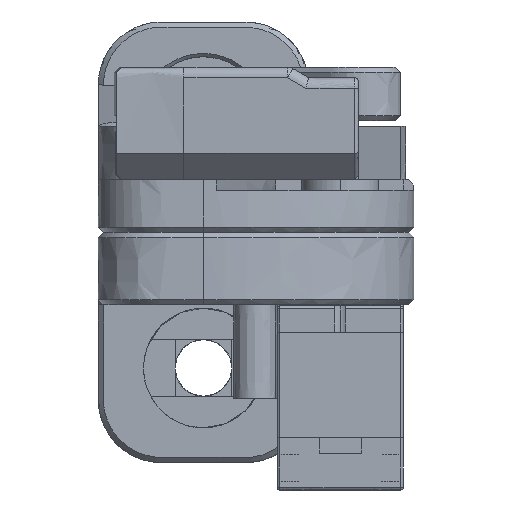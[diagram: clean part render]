
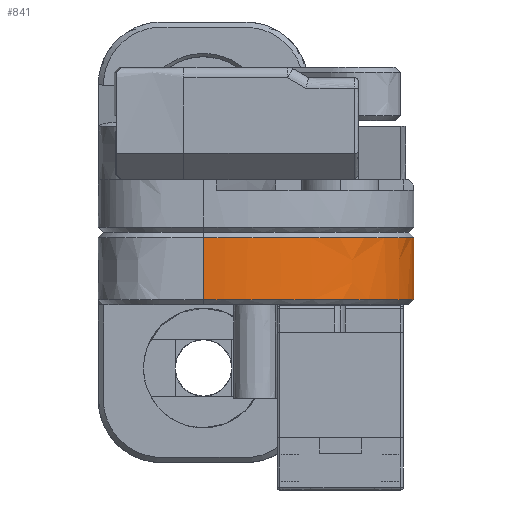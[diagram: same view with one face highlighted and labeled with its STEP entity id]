
A CAD part, left-side view. The second image highlights one B-rep face of the part: STEP entity #841.
In plain terms, the highlighted free-form (B-spline) face has degree [3, 2] with [4, 9] control points.
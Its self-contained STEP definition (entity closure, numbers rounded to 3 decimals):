
#841=ADVANCED_FACE('',(#1679),#13138,.T.);
#1679=FACE_OUTER_BOUND('',#2588,.T.);
#2588=EDGE_LOOP('',(#6237,#6238,#6239,#6240,#6241,#6242));
#6237=ORIENTED_EDGE('',*,*,#8880,.T.);
#6238=ORIENTED_EDGE('',*,*,#8853,.T.);
#6239=ORIENTED_EDGE('',*,*,#8857,.F.);
#6240=ORIENTED_EDGE('',*,*,#8849,.T.);
#6241=ORIENTED_EDGE('',*,*,#8848,.F.);
#6242=ORIENTED_EDGE('',*,*,#8847,.F.);
#8847=EDGE_CURVE('',#12571,#12574,#9774,.T.);
#8848=EDGE_CURVE('',#12574,#12565,#9775,.T.);
#8849=EDGE_CURVE('',#12572,#12565,#9776,.T.);
#8853=EDGE_CURVE('',#12579,#12573,#11194,.T.);
#8857=EDGE_CURVE('',#12572,#12573,#11198,.T.);
#8880=EDGE_CURVE('',#12571,#12579,#11215,.T.);
#9774=(
BOUNDED_CURVE()
B_SPLINE_CURVE(2,(#40043,#40044,#40045,#40046,#40047,#40048,#40049,#40050,
#40051),.UNSPECIFIED.,.F.,.F.)
B_SPLINE_CURVE_WITH_KNOTS((3,2,2,2,3),(0.,3.916,
19.248,47.15,73.319),.UNSPECIFIED.)
CURVE()
GEOMETRIC_REPRESENTATION_ITEM()
RATIONAL_B_SPLINE_CURVE((1.,1.,1.,0.707,1.,1.,1.,0.707,
1.))
REPRESENTATION_ITEM('')
);
#9775=(
BOUNDED_CURVE()
B_SPLINE_CURVE(3,(#40052,#40053,#40054,#40055),.UNSPECIFIED.,.F.,.F.)
B_SPLINE_CURVE_WITH_KNOTS((4,4),(0.5,6.4),
 .UNSPECIFIED.)
CURVE()
GEOMETRIC_REPRESENTATION_ITEM()
RATIONAL_B_SPLINE_CURVE((1.,1.,1.,1.))
REPRESENTATION_ITEM('')
);
#9776=(
BOUNDED_CURVE()
B_SPLINE_CURVE(2,(#40056,#40057,#40058,#40059,#40060,#40061,#40062,#40063,
#40064),.UNSPECIFIED.,.F.,.F.)
B_SPLINE_CURVE_WITH_KNOTS((3,2,2,2,3),(0.492,23.603,
39.003,67.032,93.319),.UNSPECIFIED.)
CURVE()
GEOMETRIC_REPRESENTATION_ITEM()
RATIONAL_B_SPLINE_CURVE((1.,1.,1.,0.707,1.,1.,1.,0.707,
1.))
REPRESENTATION_ITEM('')
);
#11194=B_SPLINE_CURVE_WITH_KNOTS('',1,(#40079,#40080),.UNSPECIFIED.,.F.,
 .F.,(2,2),(6.6,25.6),.UNSPECIFIED.);
#11198=B_SPLINE_CURVE_WITH_KNOTS('',1,(#40087,#40088),.UNSPECIFIED.,.F.,
 .F.,(2,2),(0.,6.4),.UNSPECIFIED.);
#11215=B_SPLINE_CURVE_WITH_KNOTS('',3,(#40286,#40287,#40288,#40289),
 .UNSPECIFIED.,.F.,.F.,(4,4),(-0.707,0.),.UNSPECIFIED.);
#12565=VERTEX_POINT('',#39768);
#12571=VERTEX_POINT('',#39774);
#12572=VERTEX_POINT('',#39775);
#12573=VERTEX_POINT('',#39776);
#12574=VERTEX_POINT('',#39777);
#12579=VERTEX_POINT('',#39782);
#13138=(
BOUNDED_SURFACE()
B_SPLINE_SURFACE(3,2,((#39095,#39096,#39097,#39098,#39099,#39100,#39101,
#39102,#39103),(#39104,#39105,#39106,#39107,#39108,#39109,#39110,#39111,
#39112),(#39113,#39114,#39115,#39116,#39117,#39118,#39119,#39120,#39121),
(#39122,#39123,#39124,#39125,#39126,#39127,#39128,#39129,#39130)),
 .UNSPECIFIED.,.F.,.F.,.F.)
B_SPLINE_SURFACE_WITH_KNOTS((4,4),(3,2,2,2,3),(0.,6.9),(62.917,
86.917,102.576,131.076,157.805),
 .UNSPECIFIED.)
GEOMETRIC_REPRESENTATION_ITEM()
RATIONAL_B_SPLINE_SURFACE(((1.,1.,1.,0.707,1.,1.,1.,0.707,
1.),(1.,1.,1.,0.707,1.,1.,1.,0.707,1.),(1.,1.,1.,
0.707,1.,1.,1.,0.707,1.),(1.,1.,1.,0.707,
1.,1.,1.,0.707,1.)))
REPRESENTATION_ITEM('')
SURFACE()
);
#39095=CARTESIAN_POINT('',(100.,20.,0.));
#39096=CARTESIAN_POINT('',(100.,8.,0.));
#39097=CARTESIAN_POINT('',(100.,-4.,0.));
#39098=CARTESIAN_POINT('',(100.,-10.,0.));
#39099=CARTESIAN_POINT('',(86.75,-10.,0.));
#39100=CARTESIAN_POINT('',(72.5,-10.,0.));
#39101=CARTESIAN_POINT('',(58.25,-10.,0.));
#39102=CARTESIAN_POINT('',(44.508,-10.,0.));
#39103=CARTESIAN_POINT('',(44.508,10.001,0.));
#39104=CARTESIAN_POINT('',(100.,20.,2.3));
#39105=CARTESIAN_POINT('',(100.,8.,2.3));
#39106=CARTESIAN_POINT('',(100.,-4.,2.3));
#39107=CARTESIAN_POINT('',(100.,-10.,2.3));
#39108=CARTESIAN_POINT('',(86.75,-10.,2.3));
#39109=CARTESIAN_POINT('',(72.5,-10.,2.3));
#39110=CARTESIAN_POINT('',(58.25,-10.,2.3));
#39111=CARTESIAN_POINT('',(44.508,-10.,2.3));
#39112=CARTESIAN_POINT('',(44.508,10.001,2.3));
#39113=CARTESIAN_POINT('',(100.,20.,4.6));
#39114=CARTESIAN_POINT('',(100.,8.,4.6));
#39115=CARTESIAN_POINT('',(100.,-4.,4.6));
#39116=CARTESIAN_POINT('',(100.,-10.,4.6));
#39117=CARTESIAN_POINT('',(86.75,-10.,4.6));
#39118=CARTESIAN_POINT('',(72.5,-10.,4.6));
#39119=CARTESIAN_POINT('',(58.25,-10.,4.6));
#39120=CARTESIAN_POINT('',(44.508,-10.,4.6));
#39121=CARTESIAN_POINT('',(44.508,10.001,4.6));
#39122=CARTESIAN_POINT('',(100.,20.,6.9));
#39123=CARTESIAN_POINT('',(100.,8.,6.9));
#39124=CARTESIAN_POINT('',(100.,-4.,6.9));
#39125=CARTESIAN_POINT('',(100.,-10.,6.9));
#39126=CARTESIAN_POINT('',(86.75,-10.,6.9));
#39127=CARTESIAN_POINT('',(72.5,-10.,6.9));
#39128=CARTESIAN_POINT('',(58.25,-10.,6.9));
#39129=CARTESIAN_POINT('',(44.508,-10.,6.9));
#39130=CARTESIAN_POINT('',(44.508,10.001,6.9));
#39768=CARTESIAN_POINT('',(44.508,10.001,6.4));
#39774=CARTESIAN_POINT('',(100.,0.,0.5));
#39775=CARTESIAN_POINT('',(100.,19.5,6.4));
#39776=CARTESIAN_POINT('',(100.,19.5,0.));
#39777=CARTESIAN_POINT('',(44.508,10.001,0.5));
#39782=CARTESIAN_POINT('',(100.,0.5,0.));
#40043=CARTESIAN_POINT('',(100.,0.,0.5));
#40044=CARTESIAN_POINT('',(100.,-2.,0.5));
#40045=CARTESIAN_POINT('',(100.,-4.,0.5));
#40046=CARTESIAN_POINT('',(100.,-10.,0.5));
#40047=CARTESIAN_POINT('',(86.75,-10.,0.5));
#40048=CARTESIAN_POINT('',(72.5,-10.,0.5));
#40049=CARTESIAN_POINT('',(58.25,-10.,0.5));
#40050=CARTESIAN_POINT('',(44.508,-10.,0.5));
#40051=CARTESIAN_POINT('',(44.508,10.001,0.5));
#40052=CARTESIAN_POINT('',(44.508,10.001,0.5));
#40053=CARTESIAN_POINT('',(44.508,10.001,2.467));
#40054=CARTESIAN_POINT('',(44.508,10.001,4.433));
#40055=CARTESIAN_POINT('',(44.508,10.001,6.4));
#40056=CARTESIAN_POINT('',(100.,19.5,6.4));
#40057=CARTESIAN_POINT('',(100.,7.75,6.4));
#40058=CARTESIAN_POINT('',(100.,-4.,6.4));
#40059=CARTESIAN_POINT('',(100.,-10.,6.4));
#40060=CARTESIAN_POINT('',(86.75,-10.,6.4));
#40061=CARTESIAN_POINT('',(72.5,-10.,6.4));
#40062=CARTESIAN_POINT('',(58.25,-10.,6.4));
#40063=CARTESIAN_POINT('',(44.508,-10.,6.4));
#40064=CARTESIAN_POINT('',(44.508,10.001,6.4));
#40079=CARTESIAN_POINT('',(100.,0.5,0.));
#40080=CARTESIAN_POINT('',(100.,19.5,0.));
#40087=CARTESIAN_POINT('',(100.,19.5,6.4));
#40088=CARTESIAN_POINT('',(100.,19.5,0.));
#40286=CARTESIAN_POINT('',(100.,0.,0.5));
#40287=CARTESIAN_POINT('',(100.,0.167,0.333));
#40288=CARTESIAN_POINT('',(100.,0.333,0.167));
#40289=CARTESIAN_POINT('',(100.,0.5,0.));
